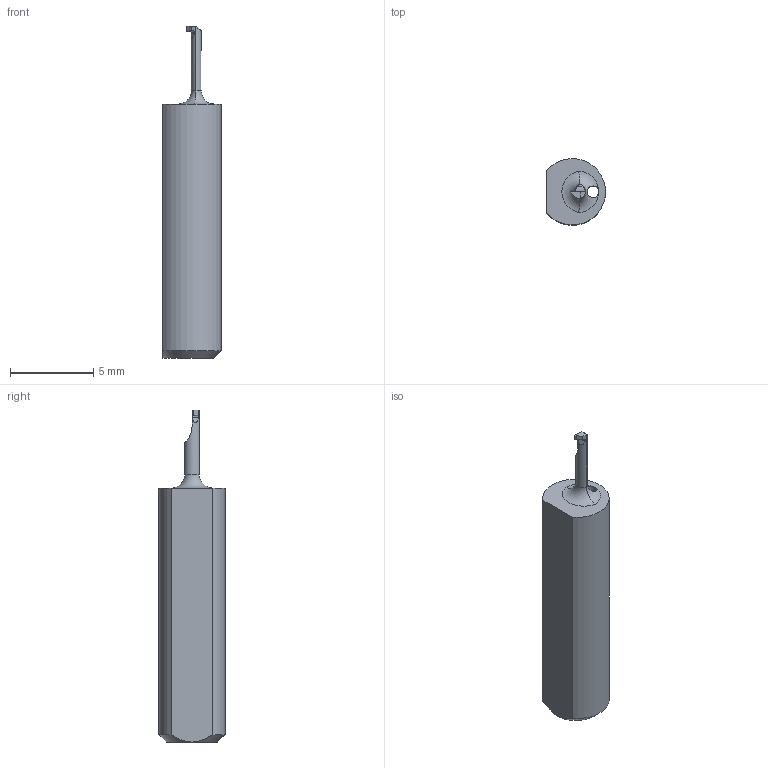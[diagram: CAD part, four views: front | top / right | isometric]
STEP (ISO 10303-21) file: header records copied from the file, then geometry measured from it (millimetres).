
FILE_DESCRIPTION (( 'STEP AP203' ), '1' );
FILE_NAME ('L001.0030-4.step', '2024-01-23T14:58:55', ( '' ), ( '' ), 'SwSTEP 2.0', 'SolidWorks 2022', '' );
FILE_SCHEMA (( 'CONFIG_CONTROL_DESIGN' ));
Length unit declared in the file: millimetre
Products named in the file (1): L001.0030-4
Bounding box: 3.54 x 4 x 20 mm (x, y, z)
Volume: 175.5 mm3; surface area: 252 mm2
Topology: 1 solids, 1 shells, 24 faces, 63 edges, 40 vertices
Faces by surface type: plane 13, cylinder 5, torus 4, cone 1, bspline 1
Full cylindrical faces by diameter (mm): 0.7 x1
Entity records: 903 total; most frequent: CARTESIAN_POINT 272, ORIENTED_EDGE 122, DIRECTION 105, EDGE_CURVE 61, VERTEX_POINT 39, AXIS2_PLACEMENT_3D 38, VECTOR 29, LINE 29
